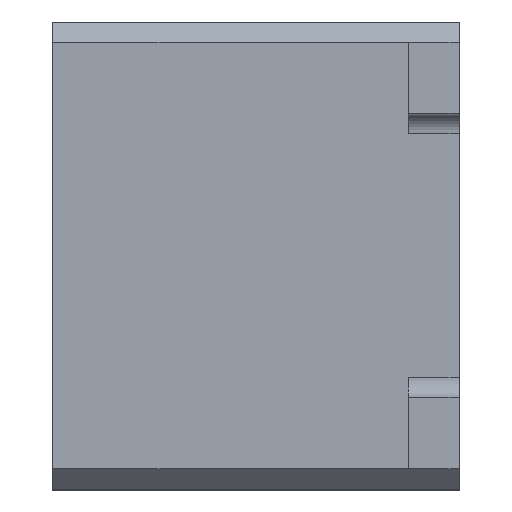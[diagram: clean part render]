
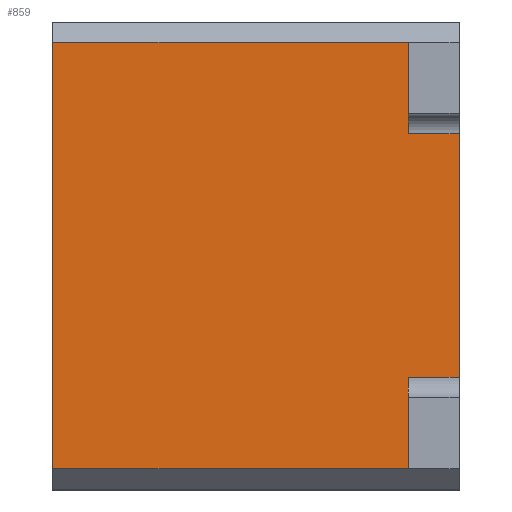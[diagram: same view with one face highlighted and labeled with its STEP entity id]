
A CAD part, top view. The second image highlights one B-rep face of the part: STEP entity #859.
In plain terms, the highlighted planar face has unit normal (0, 0, 1).
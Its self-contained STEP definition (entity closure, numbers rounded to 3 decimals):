
#67=FACE_OUTER_BOUND('',#114,.T.);
#114=EDGE_LOOP('',(#615,#616,#617,#618,#619,#620,#621,#622));
#166=LINE('',#1219,#268);
#190=LINE('',#1279,#292);
#194=LINE('',#1291,#296);
#196=LINE('',#1296,#298);
#197=LINE('',#1298,#299);
#198=LINE('',#1299,#300);
#199=LINE('',#1301,#301);
#200=LINE('',#1302,#302);
#268=VECTOR('',#982,10.);
#292=VECTOR('',#1028,10.);
#296=VECTOR('',#1038,10.);
#298=VECTOR('',#1044,10.);
#299=VECTOR('',#1045,10.);
#300=VECTOR('',#1046,10.);
#301=VECTOR('',#1047,10.);
#302=VECTOR('',#1048,10.);
#370=VERTEX_POINT('',#1216);
#371=VERTEX_POINT('',#1218);
#393=VERTEX_POINT('',#1272);
#396=VERTEX_POINT('',#1277);
#400=VERTEX_POINT('',#1288);
#401=VERTEX_POINT('',#1290);
#403=VERTEX_POINT('',#1297);
#404=VERTEX_POINT('',#1300);
#450=EDGE_CURVE('',#370,#371,#166,.T.);
#480=EDGE_CURVE('',#396,#393,#190,.T.);
#485=EDGE_CURVE('',#400,#401,#194,.T.);
#488=EDGE_CURVE('',#401,#396,#196,.T.);
#489=EDGE_CURVE('',#400,#403,#197,.T.);
#490=EDGE_CURVE('',#371,#403,#198,.T.);
#491=EDGE_CURVE('',#404,#370,#199,.T.);
#492=EDGE_CURVE('',#404,#393,#200,.T.);
#615=ORIENTED_EDGE('',*,*,#480,.F.);
#616=ORIENTED_EDGE('',*,*,#488,.F.);
#617=ORIENTED_EDGE('',*,*,#485,.F.);
#618=ORIENTED_EDGE('',*,*,#489,.T.);
#619=ORIENTED_EDGE('',*,*,#490,.F.);
#620=ORIENTED_EDGE('',*,*,#450,.F.);
#621=ORIENTED_EDGE('',*,*,#491,.F.);
#622=ORIENTED_EDGE('',*,*,#492,.T.);
#819=PLANE('',#927);
#859=ADVANCED_FACE('',(#67),#819,.T.);
#927=AXIS2_PLACEMENT_3D('',#1295,#1042,#1043);
#982=DIRECTION('',(0.,1.,0.));
#1028=DIRECTION('',(-1.,0.,0.));
#1038=DIRECTION('',(1.,0.,0.));
#1042=DIRECTION('center_axis',(0.,0.,1.));
#1043=DIRECTION('ref_axis',(0.,-1.,0.));
#1044=DIRECTION('',(0.,-1.,0.));
#1045=DIRECTION('',(0.,1.,0.));
#1046=DIRECTION('',(1.,0.,0.));
#1047=DIRECTION('',(-1.,0.,0.));
#1048=DIRECTION('',(0.,1.,0.));
#1216=CARTESIAN_POINT('',(-4.,2.,46.));
#1218=CARTESIAN_POINT('',(-4.,44.,46.));
#1219=CARTESIAN_POINT('',(-4.,0.,46.));
#1272=CARTESIAN_POINT('',(31.,11.,46.));
#1277=CARTESIAN_POINT('',(36.,11.,46.));
#1279=CARTESIAN_POINT('',(18.,11.,46.));
#1288=CARTESIAN_POINT('',(31.,35.,46.));
#1290=CARTESIAN_POINT('',(36.,35.,46.));
#1291=CARTESIAN_POINT('',(18.,35.,46.));
#1295=CARTESIAN_POINT('Origin',(0.,46.,46.));
#1296=CARTESIAN_POINT('',(36.,0.,46.));
#1297=CARTESIAN_POINT('',(31.,44.,46.));
#1298=CARTESIAN_POINT('',(31.,43.25,46.));
#1299=CARTESIAN_POINT('',(0.,44.,46.));
#1300=CARTESIAN_POINT('',(31.,2.,46.));
#1301=CARTESIAN_POINT('',(0.,2.,46.));
#1302=CARTESIAN_POINT('',(31.,25.75,46.));
